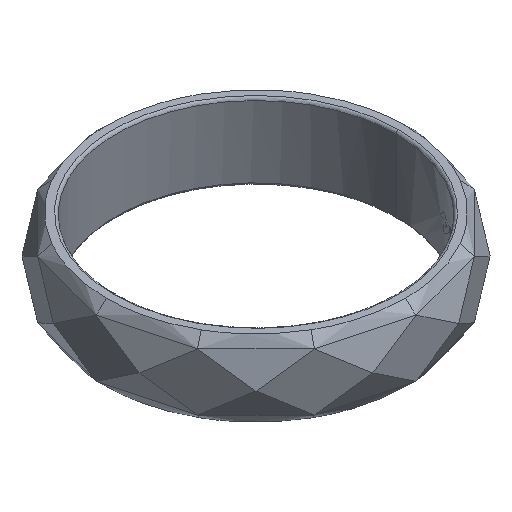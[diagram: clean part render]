
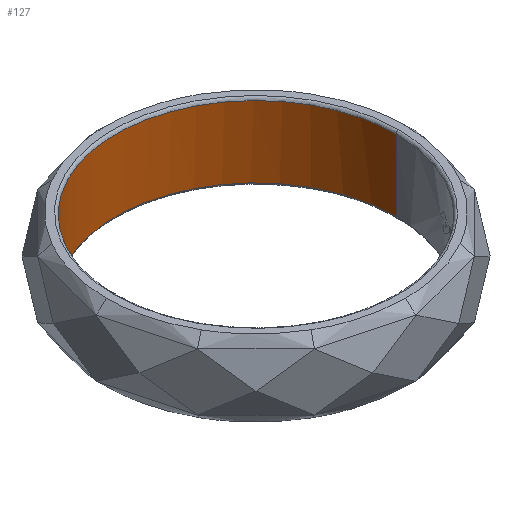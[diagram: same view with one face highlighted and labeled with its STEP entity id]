
A CAD part, isometric view. The second image highlights one B-rep face of the part: STEP entity #127.
In plain terms, the highlighted free-form (B-spline) face has degree [2, 1] with [5, 2] control points.
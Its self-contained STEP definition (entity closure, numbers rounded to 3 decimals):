
#24 = VERTEX_POINT('',#25);
#25 = CARTESIAN_POINT('',(-14.04,0.,
    -3.574));
#32 = VERTEX_POINT('',#33);
#33 = CARTESIAN_POINT('',(14.04,0.,
    -3.574));
#79 = VERTEX_POINT('',#80);
#80 = CARTESIAN_POINT('',(14.04,0.,3.574));
#87 = VERTEX_POINT('',#88);
#88 = CARTESIAN_POINT('',(-14.04,0.,
    3.574));
#127 = ADVANCED_FACE('',(#128),#156,.T.);
#128 = FACE_BOUND('',#129,.T.);
#129 = EDGE_LOOP('',(#130,#138,#143,#151));
#130 = ORIENTED_EDGE('',*,*,#131,.T.);
#131 = EDGE_CURVE('',#32,#24,#132,.T.);
#132 = ( BOUNDED_CURVE() B_SPLINE_CURVE(2,(#133,#134,#135,#136,#137),
.UNSPECIFIED.,.F.,.F.) B_SPLINE_CURVE_WITH_KNOTS((3,2,3),(3.142,
4.712,6.283),.PIECEWISE_BEZIER_KNOTS.) CURVE() 
GEOMETRIC_REPRESENTATION_ITEM() RATIONAL_B_SPLINE_CURVE((1.,
0.707,1.,0.707,1.)) REPRESENTATION_ITEM('') );
#133 = CARTESIAN_POINT('',(14.04,0.,
    -3.574));
#134 = CARTESIAN_POINT('',(14.04,14.04,
    -3.574));
#135 = CARTESIAN_POINT('',(0.,14.04,
    -3.574));
#136 = CARTESIAN_POINT('',(-14.04,14.04,
    -3.574));
#137 = CARTESIAN_POINT('',(-14.04,0.,
    -3.574));
#138 = ORIENTED_EDGE('',*,*,#139,.T.);
#139 = EDGE_CURVE('',#24,#87,#140,.T.);
#140 = B_SPLINE_CURVE_WITH_KNOTS('',1,(#141,#142),.UNSPECIFIED.,.F.,.F.,
  (2,2),(0.2,5.8),.PIECEWISE_BEZIER_KNOTS.);
#141 = CARTESIAN_POINT('',(-14.04,0.,
    -3.574));
#142 = CARTESIAN_POINT('',(-14.04,0.,
    3.574));
#143 = ORIENTED_EDGE('',*,*,#144,.T.);
#144 = EDGE_CURVE('',#87,#79,#145,.T.);
#145 = ( BOUNDED_CURVE() B_SPLINE_CURVE(2,(#146,#147,#148,#149,#150),
.UNSPECIFIED.,.F.,.F.) B_SPLINE_CURVE_WITH_KNOTS((3,2,3),(3.142,
4.712,6.283),.PIECEWISE_BEZIER_KNOTS.) CURVE() 
GEOMETRIC_REPRESENTATION_ITEM() RATIONAL_B_SPLINE_CURVE((1.,
0.707,1.,0.707,1.)) REPRESENTATION_ITEM('') );
#146 = CARTESIAN_POINT('',(-14.04,0.,
    3.574));
#147 = CARTESIAN_POINT('',(-14.04,14.04,
    3.574));
#148 = CARTESIAN_POINT('',(0.,14.04,
    3.574));
#149 = CARTESIAN_POINT('',(14.04,14.04,
    3.574));
#150 = CARTESIAN_POINT('',(14.04,0.,
    3.574));
#151 = ORIENTED_EDGE('',*,*,#152,.F.);
#152 = EDGE_CURVE('',#32,#79,#153,.T.);
#153 = B_SPLINE_CURVE_WITH_KNOTS('',1,(#154,#155),.UNSPECIFIED.,.F.,.F.,
  (2,2),(0.2,5.8),.PIECEWISE_BEZIER_KNOTS.);
#154 = CARTESIAN_POINT('',(14.04,0.,-3.574));
#155 = CARTESIAN_POINT('',(14.04,0.,3.574));
#156 = ( BOUNDED_SURFACE() B_SPLINE_SURFACE(2,1,(
    (#157,#158)
    ,(#159,#160)
    ,(#161,#162)
    ,(#163,#164)
,(#165,#166
    )),.UNSPECIFIED.,.F.,.F.,.F.) B_SPLINE_SURFACE_WITH_KNOTS((3,2,3),(2
    ,2),(0.,1.571,3.142),(0.2,5.8),
.PIECEWISE_BEZIER_KNOTS.) GEOMETRIC_REPRESENTATION_ITEM() 
RATIONAL_B_SPLINE_SURFACE((
    (1.,1.)
    ,(0.707,0.707)
    ,(1.,1.)
    ,(0.707,0.707)
,(1.,1.))) REPRESENTATION_ITEM('') SURFACE() );
#157 = CARTESIAN_POINT('',(14.04,0.,-3.574));
#158 = CARTESIAN_POINT('',(14.04,0.,3.574));
#159 = CARTESIAN_POINT('',(14.04,14.04,
    -3.574));
#160 = CARTESIAN_POINT('',(14.04,14.04,
    3.574));
#161 = CARTESIAN_POINT('',(0.,14.04,
    -3.574));
#162 = CARTESIAN_POINT('',(0.,14.04,
    3.574));
#163 = CARTESIAN_POINT('',(-14.04,14.04,
    -3.574));
#164 = CARTESIAN_POINT('',(-14.04,14.04,
    3.574));
#165 = CARTESIAN_POINT('',(-14.04,0.,
    -3.574));
#166 = CARTESIAN_POINT('',(-14.04,0.,
    3.574));
